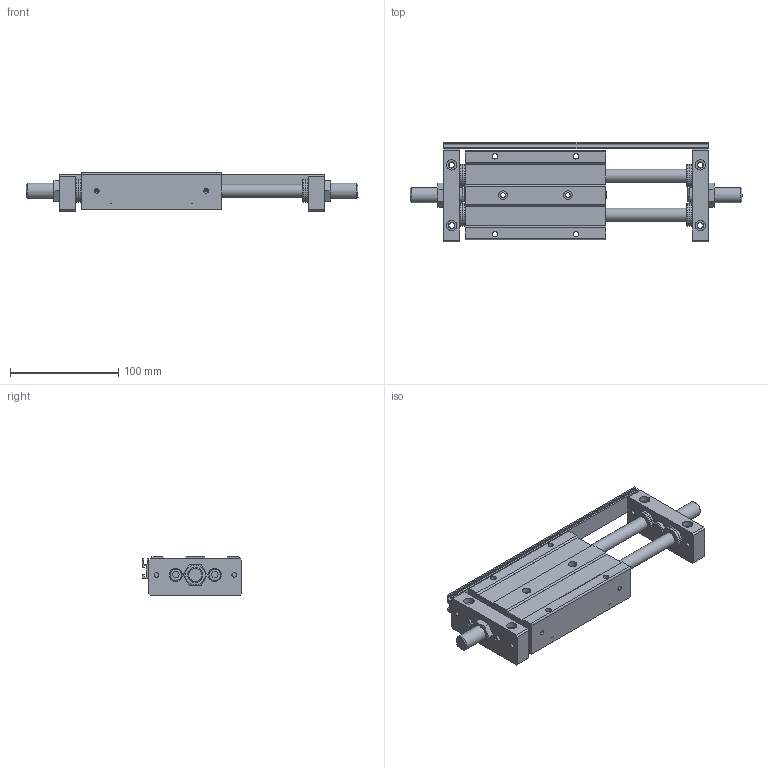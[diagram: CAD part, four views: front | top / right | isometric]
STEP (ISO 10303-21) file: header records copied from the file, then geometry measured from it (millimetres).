
FILE_DESCRIPTION((''),'2;1');
FILE_NAME('DPCS25X75.STEP','2012-11-30T11:22:00',('Administrator'),(''),'CADlook_v9.0','Cimatron E 8.0','');
FILE_SCHEMA(('AUTOMOTIVE_DESIGN { 1 2 10303 214 0 1 1 1 }'));
Length unit declared in the file: millimetre
Bounding box: 307 x 92 x 36 mm (x, y, z)
Volume: 481482.7 mm3; surface area: 111251.3 mm2
Topology: 4 solids, 4 shells, 226 faces, 526 edges, 348 vertices
Faces by surface type: plane 137, cylinder 63, cone 26
Full cylindrical faces by diameter (mm): 2 x2, 4.2 x6, 4.5 x2, 5.1 x8, 5.7 x8, 6 x2, 8 x4, 9.5 x8, 12 x4, 14 x4, 21 x8
Entity records: 7962 total; most frequent: DIRECTION 1056, CARTESIAN_POINT 1047, ORIENTED_EDGE 888, EDGE_CURVE 444, AXIS2_PLACEMENT_3D 399, EDGE_LOOP 388, VERTEX_POINT 348, VECTOR 258
